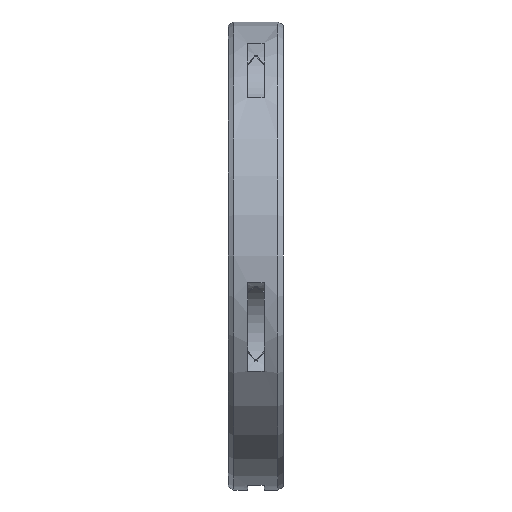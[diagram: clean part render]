
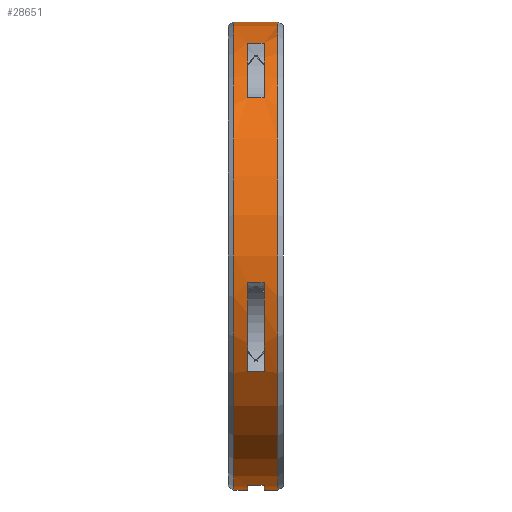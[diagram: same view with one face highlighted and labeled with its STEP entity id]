
A CAD part, left-side view. The second image highlights one B-rep face of the part: STEP entity #28651.
In plain terms, the highlighted cylindrical face has radius 42.5 mm (diameter 85 mm), a partial arc.
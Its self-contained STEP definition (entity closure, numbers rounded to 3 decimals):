
#27345=CARTESIAN_POINT('',(0.,-1.5,0.));
#27346=DIRECTION('',(0.,-1.,0.));
#27347=DIRECTION('',(-0.199,0.,-0.98));
#27348=AXIS2_PLACEMENT_3D('',#27345,#27346,#27347);
#27353=DIRECTION('',(0.,-1.,0.));
#27354=VECTOR('',#27353,3.);
#27355=CARTESIAN_POINT('',(-8.45,1.5,-41.652));
#27356=LINE('',#27355,#27354);
#27360=CARTESIAN_POINT('',(0.,1.5,0.));
#27361=DIRECTION('',(0.,-1.,0.));
#27362=DIRECTION('',(-0.199,0.,-0.98));
#27363=AXIS2_PLACEMENT_3D('',#27360,#27361,#27362);
#27368=DIRECTION('',(0.,1.,0.));
#27369=VECTOR('',#27368,2.5);
#27370=CARTESIAN_POINT('',(0.,1.5,-42.5));
#27371=LINE('',#27370,#27369);
#27375=DIRECTION('',(0.,1.,0.));
#27376=VECTOR('',#27375,8.);
#27377=CARTESIAN_POINT('',(0.,-4.,42.5));
#27378=LINE('',#27377,#27376);
#27382=CARTESIAN_POINT('',(0.,-4.,0.));
#27383=DIRECTION('',(0.,1.,0.));
#27384=DIRECTION('',(0.,0.,-1.));
#27385=AXIS2_PLACEMENT_3D('',#27382,#27383,#27384);
#27390=DIRECTION('',(0.,1.,0.));
#27391=VECTOR('',#27390,2.5);
#27392=CARTESIAN_POINT('',(0.,-4.,-42.5));
#27393=LINE('',#27392,#27391);
#27397=CARTESIAN_POINT('',(0.,-1.5,0.));
#27398=DIRECTION('',(0.,-1.,0.));
#27399=DIRECTION('',(-0.415,0.,0.91));
#27400=AXIS2_PLACEMENT_3D('',#27397,#27398,#27399);
#27405=DIRECTION('',(0.,-1.,0.));
#27406=VECTOR('',#27405,3.);
#27407=CARTESIAN_POINT('',(-17.646,1.5,38.663));
#27408=LINE('',#27407,#27406);
#27412=CARTESIAN_POINT('',(0.,1.5,0.));
#27413=DIRECTION('',(0.,-1.,0.));
#27414=DIRECTION('',(-0.415,0.,0.91));
#27415=AXIS2_PLACEMENT_3D('',#27412,#27413,#27414);
#27420=DIRECTION('',(0.,-1.,0.));
#27421=VECTOR('',#27420,3.);
#27422=CARTESIAN_POINT('',(-31.318,1.5,28.73));
#27423=LINE('',#27422,#27421);
#27427=CARTESIAN_POINT('',(0.,-1.5,0.));
#27428=DIRECTION('',(0.,-1.,0.));
#27429=DIRECTION('',(-0.994,0.,-0.114));
#27430=AXIS2_PLACEMENT_3D('',#27427,#27428,#27429);
#27435=DIRECTION('',(0.,-1.,0.));
#27436=VECTOR('',#27435,3.);
#27437=CARTESIAN_POINT('',(-42.224,1.5,-4.835));
#27438=LINE('',#27437,#27436);
#27442=CARTESIAN_POINT('',(0.,1.5,0.));
#27443=DIRECTION('',(0.,-1.,0.));
#27444=DIRECTION('',(-0.994,0.,-0.114));
#27445=AXIS2_PLACEMENT_3D('',#27442,#27443,#27444);
#27450=DIRECTION('',(0.,-1.,0.));
#27451=VECTOR('',#27450,3.);
#27452=CARTESIAN_POINT('',(-37.002,1.5,-20.907));
#27453=LINE('',#27452,#27451);
#27487=CARTESIAN_POINT('',(0.,4.,0.));
#27488=DIRECTION('',(0.,1.,0.));
#27489=DIRECTION('',(0.,0.,-1.));
#27490=AXIS2_PLACEMENT_3D('',#27487,#27488,#27489);
#27882=CARTESIAN_POINT('',(0.,-4.,-42.5));
#27884=VERTEX_POINT('',#27882);
#27885=CARTESIAN_POINT('',(0.,4.,-42.5));
#27887=VERTEX_POINT('',#27885);
#27914=CARTESIAN_POINT('',(0.,-4.,42.5));
#27916=VERTEX_POINT('',#27914);
#27917=CARTESIAN_POINT('',(0.,4.,42.5));
#27918=VERTEX_POINT('',#27917);
#27931=CARTESIAN_POINT('',(0.,-1.5,-42.5));
#27933=VERTEX_POINT('',#27931);
#27935=CARTESIAN_POINT('',(0.,1.5,-42.5));
#27937=VERTEX_POINT('',#27935);
#27945=CARTESIAN_POINT('',(-8.45,-1.5,-41.652));
#27946=VERTEX_POINT('',#27945);
#27947=CARTESIAN_POINT('',(-8.45,1.5,-41.652));
#27948=VERTEX_POINT('',#27947);
#28001=CARTESIAN_POINT('',(-17.646,-1.5,38.663));
#28002=CARTESIAN_POINT('',(-31.318,-1.5,28.73));
#28003=VERTEX_POINT('',#28001);
#28004=VERTEX_POINT('',#28002);
#28005=CARTESIAN_POINT('',(-17.646,1.5,38.663));
#28006=CARTESIAN_POINT('',(-31.318,1.5,28.73));
#28007=VERTEX_POINT('',#28005);
#28008=VERTEX_POINT('',#28006);
#28021=CARTESIAN_POINT('',(-42.224,-1.5,-4.835));
#28022=CARTESIAN_POINT('',(-37.002,-1.5,-20.907));
#28023=VERTEX_POINT('',#28021);
#28024=VERTEX_POINT('',#28022);
#28025=CARTESIAN_POINT('',(-42.224,1.5,-4.835));
#28026=CARTESIAN_POINT('',(-37.002,1.5,-20.907));
#28027=VERTEX_POINT('',#28025);
#28028=VERTEX_POINT('',#28026);
#28616=CARTESIAN_POINT('',(0.,44.624,0.));
#28617=DIRECTION('',(0.,-1.,0.));
#28618=DIRECTION('',(0.,0.,1.));
#28619=AXIS2_PLACEMENT_3D('',#28616,#28617,#28618);
#28620=CYLINDRICAL_SURFACE('',#28619,42.5);
#28621=ORIENTED_EDGE('',*,*,#28438,.F.);
#28623=ORIENTED_EDGE('',*,*,#28622,.F.);
#28625=ORIENTED_EDGE('',*,*,#28624,.T.);
#28626=ORIENTED_EDGE('',*,*,#28399,.T.);
#28628=ORIENTED_EDGE('',*,*,#28627,.T.);
#28629=ORIENTED_EDGE('',*,*,#28395,.F.);
#28631=ORIENTED_EDGE('',*,*,#28630,.F.);
#28632=ORIENTED_EDGE('',*,*,#28391,.T.);
#28633=EDGE_LOOP('',(#28621,#28623,#28625,#28626,#28628,#28629,#28631,#28632));
#28634=FACE_OUTER_BOUND('',#28633,.F.);
#28636=ORIENTED_EDGE('',*,*,#28635,.F.);
#28638=ORIENTED_EDGE('',*,*,#28637,.F.);
#28640=ORIENTED_EDGE('',*,*,#28639,.T.);
#28642=ORIENTED_EDGE('',*,*,#28641,.T.);
#28643=EDGE_LOOP('',(#28636,#28638,#28640,#28642));
#28644=FACE_BOUND('',#28643,.F.);
#28645=ORIENTED_EDGE('',*,*,#28498,.F.);
#28646=ORIENTED_EDGE('',*,*,#28522,.F.);
#28647=ORIENTED_EDGE('',*,*,#28603,.T.);
#28648=ORIENTED_EDGE('',*,*,#28544,.T.);
#28649=EDGE_LOOP('',(#28645,#28646,#28647,#28648));
#28650=FACE_BOUND('',#28649,.F.);
#27349=CIRCLE('',#27348,42.5);
#27364=CIRCLE('',#27363,42.5);
#27386=CIRCLE('',#27385,42.5);
#27401=CIRCLE('',#27400,42.5);
#27416=CIRCLE('',#27415,42.5);
#27431=CIRCLE('',#27430,42.5);
#27446=CIRCLE('',#27445,42.5);
#27491=CIRCLE('',#27490,42.5);
#28391=EDGE_CURVE('',#27884,#27933,#27393,.T.);
#28395=EDGE_CURVE('',#27916,#27918,#27378,.T.);
#28399=EDGE_CURVE('',#27937,#27887,#27371,.T.);
#28438=EDGE_CURVE('',#27946,#27933,#27349,.T.);
#28498=EDGE_CURVE('',#28023,#28024,#27431,.T.);
#28522=EDGE_CURVE('',#28027,#28023,#27438,.T.);
#28544=EDGE_CURVE('',#28028,#28024,#27453,.T.);
#28603=EDGE_CURVE('',#28027,#28028,#27446,.T.);
#28622=EDGE_CURVE('',#27948,#27946,#27356,.T.);
#28624=EDGE_CURVE('',#27948,#27937,#27364,.T.);
#28627=EDGE_CURVE('',#27887,#27918,#27491,.T.);
#28630=EDGE_CURVE('',#27884,#27916,#27386,.T.);
#28635=EDGE_CURVE('',#28003,#28004,#27401,.T.);
#28637=EDGE_CURVE('',#28007,#28003,#27408,.T.);
#28639=EDGE_CURVE('',#28007,#28008,#27416,.T.);
#28641=EDGE_CURVE('',#28008,#28004,#27423,.T.);
#28651=ADVANCED_FACE('',(#28634,#28644,#28650),#28620,.T.);
